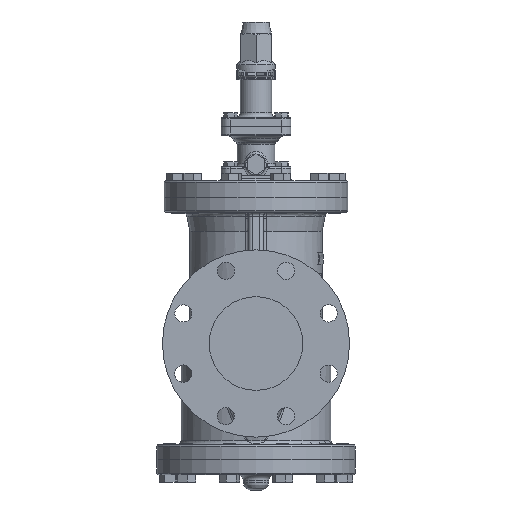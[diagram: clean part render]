
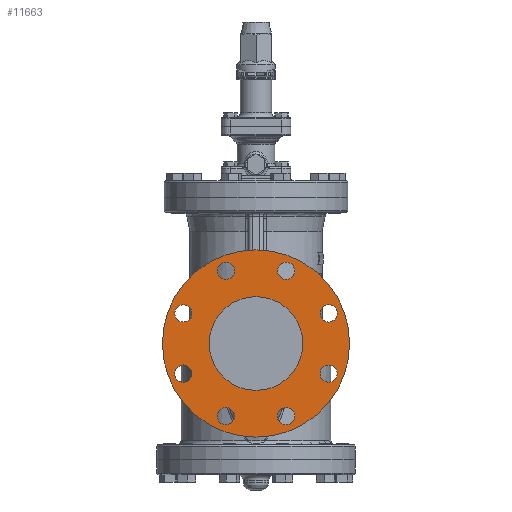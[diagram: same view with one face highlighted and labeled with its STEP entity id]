
A CAD part, left-side view. The second image highlights one B-rep face of the part: STEP entity #11663.
In plain terms, the highlighted planar face has unit normal (-1, 0, 0).
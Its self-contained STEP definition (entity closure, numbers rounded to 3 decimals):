
#2303=PLANE('',#12482);
#2720=FACE_BOUND('',#3837,.T.);
#2721=FACE_BOUND('',#3838,.T.);
#2722=FACE_BOUND('',#3839,.T.);
#2723=FACE_BOUND('',#3840,.T.);
#2724=FACE_BOUND('',#3841,.T.);
#2725=FACE_BOUND('',#3842,.T.);
#2726=FACE_BOUND('',#3843,.T.);
#2727=FACE_BOUND('',#3844,.T.);
#2728=FACE_BOUND('',#3845,.T.);
#3027=FACE_OUTER_BOUND('',#3836,.T.);
#3836=EDGE_LOOP('',(#8333));
#3837=EDGE_LOOP('',(#8334));
#3838=EDGE_LOOP('',(#8335));
#3839=EDGE_LOOP('',(#8336));
#3840=EDGE_LOOP('',(#8337));
#3841=EDGE_LOOP('',(#8338));
#3842=EDGE_LOOP('',(#8339));
#3843=EDGE_LOOP('',(#8340));
#3844=EDGE_LOOP('',(#8341));
#3845=EDGE_LOOP('',(#8342));
#4908=CIRCLE('',#12461,125.);
#4909=CIRCLE('',#12463,11.5);
#4910=CIRCLE('',#12465,11.5);
#4911=CIRCLE('',#12467,11.5);
#4912=CIRCLE('',#12469,11.5);
#4913=CIRCLE('',#12471,11.5);
#4914=CIRCLE('',#12473,11.5);
#4915=CIRCLE('',#12475,11.5);
#4917=CIRCLE('',#12478,62.5);
#4918=CIRCLE('',#12481,11.5);
#5499=VERTEX_POINT('',#17895);
#5500=VERTEX_POINT('',#17898);
#5501=VERTEX_POINT('',#17901);
#5502=VERTEX_POINT('',#17904);
#5503=VERTEX_POINT('',#17907);
#5504=VERTEX_POINT('',#17910);
#5505=VERTEX_POINT('',#17913);
#5506=VERTEX_POINT('',#17916);
#5508=VERTEX_POINT('',#17921);
#5509=VERTEX_POINT('',#17925);
#6637=EDGE_CURVE('',#5499,#5499,#4908,.T.);
#6638=EDGE_CURVE('',#5500,#5500,#4909,.T.);
#6639=EDGE_CURVE('',#5501,#5501,#4910,.T.);
#6640=EDGE_CURVE('',#5502,#5502,#4911,.T.);
#6641=EDGE_CURVE('',#5503,#5503,#4912,.T.);
#6642=EDGE_CURVE('',#5504,#5504,#4913,.T.);
#6643=EDGE_CURVE('',#5505,#5505,#4914,.T.);
#6644=EDGE_CURVE('',#5506,#5506,#4915,.T.);
#6646=EDGE_CURVE('',#5508,#5508,#4917,.T.);
#6647=EDGE_CURVE('',#5509,#5509,#4918,.T.);
#8333=ORIENTED_EDGE('',*,*,#6637,.F.);
#8334=ORIENTED_EDGE('',*,*,#6638,.T.);
#8335=ORIENTED_EDGE('',*,*,#6639,.T.);
#8336=ORIENTED_EDGE('',*,*,#6640,.T.);
#8337=ORIENTED_EDGE('',*,*,#6641,.T.);
#8338=ORIENTED_EDGE('',*,*,#6642,.T.);
#8339=ORIENTED_EDGE('',*,*,#6643,.T.);
#8340=ORIENTED_EDGE('',*,*,#6644,.T.);
#8341=ORIENTED_EDGE('',*,*,#6646,.T.);
#8342=ORIENTED_EDGE('',*,*,#6647,.T.);
#11663=ADVANCED_FACE('',(#3027,#2720,#2721,#2722,#2723,#2724,#2725,#2726,
#2727,#2728),#2303,.F.);
#12461=AXIS2_PLACEMENT_3D('',#17896,#13760,#13761);
#12463=AXIS2_PLACEMENT_3D('',#17899,#13764,#13765);
#12465=AXIS2_PLACEMENT_3D('',#17902,#13768,#13769);
#12467=AXIS2_PLACEMENT_3D('',#17905,#13772,#13773);
#12469=AXIS2_PLACEMENT_3D('',#17908,#13776,#13777);
#12471=AXIS2_PLACEMENT_3D('',#17911,#13780,#13781);
#12473=AXIS2_PLACEMENT_3D('',#17914,#13784,#13785);
#12475=AXIS2_PLACEMENT_3D('',#17917,#13788,#13789);
#12478=AXIS2_PLACEMENT_3D('',#17922,#13794,#13795);
#12481=AXIS2_PLACEMENT_3D('',#17926,#13800,#13801);
#12482=AXIS2_PLACEMENT_3D('',#17927,#13802,#13803);
#13760=DIRECTION('center_axis',(1.,0.,0.));
#13761=DIRECTION('ref_axis',(0.,0.,1.));
#13764=DIRECTION('center_axis',(1.,0.,0.));
#13765=DIRECTION('ref_axis',(0.,-0.707,-0.707));
#13768=DIRECTION('center_axis',(1.,0.,0.));
#13769=DIRECTION('ref_axis',(0.,-1.,0.));
#13772=DIRECTION('center_axis',(1.,0.,0.));
#13773=DIRECTION('ref_axis',(0.,-0.707,0.707));
#13776=DIRECTION('center_axis',(1.,0.,0.));
#13777=DIRECTION('ref_axis',(0.,0.,
1.));
#13780=DIRECTION('center_axis',(1.,0.,0.));
#13781=DIRECTION('ref_axis',(0.,0.707,0.707));
#13784=DIRECTION('center_axis',(1.,0.,0.));
#13785=DIRECTION('ref_axis',(0.,1.,0.));
#13788=DIRECTION('center_axis',(1.,0.,0.));
#13789=DIRECTION('ref_axis',(0.,0.707,-0.707));
#13794=DIRECTION('center_axis',(1.,0.,0.));
#13795=DIRECTION('ref_axis',(0.,0.,1.));
#13800=DIRECTION('center_axis',(1.,0.,0.));
#13801=DIRECTION('ref_axis',(0.,0.,-1.));
#13802=DIRECTION('center_axis',(1.,0.,0.));
#13803=DIRECTION('ref_axis',(0.,0.,-1.));
#17895=CARTESIAN_POINT('',(-217.,0.,30.));
#17896=CARTESIAN_POINT('Origin',(-217.,0.,155.));
#17898=CARTESIAN_POINT('',(-217.,88.876,187.05));
#17899=CARTESIAN_POINT('Origin',(-217.,97.007,195.182));
#17901=CARTESIAN_POINT('',(-217.,85.507,114.818));
#17902=CARTESIAN_POINT('Origin',(-217.,97.007,114.818));
#17904=CARTESIAN_POINT('',(-217.,32.05,66.124));
#17905=CARTESIAN_POINT('Origin',(-217.,40.182,57.993));
#17907=CARTESIAN_POINT('',(-217.,-40.182,69.493));
#17908=CARTESIAN_POINT('Origin',(-217.,-40.182,57.993));
#17910=CARTESIAN_POINT('',(-217.,-88.876,122.95));
#17911=CARTESIAN_POINT('Origin',(-217.,-97.007,114.818));
#17913=CARTESIAN_POINT('',(-217.,-85.507,195.182));
#17914=CARTESIAN_POINT('Origin',(-217.,-97.007,195.182));
#17916=CARTESIAN_POINT('',(-217.,-32.05,243.876));
#17917=CARTESIAN_POINT('Origin',(-217.,-40.182,252.007));
#17921=CARTESIAN_POINT('',(-217.,0.,92.5));
#17922=CARTESIAN_POINT('Origin',(-217.,0.,155.));
#17925=CARTESIAN_POINT('',(-217.,40.182,240.507));
#17926=CARTESIAN_POINT('Origin',(-217.,40.182,252.007));
#17927=CARTESIAN_POINT('Origin',(-217.,0.,155.));
